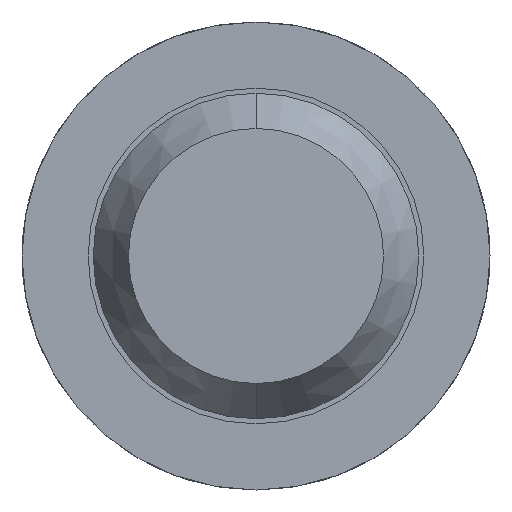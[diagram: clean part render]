
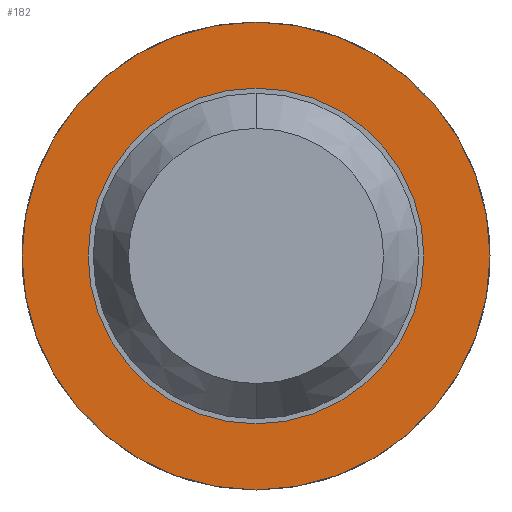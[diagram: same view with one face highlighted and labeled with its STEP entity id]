
A CAD part, front view. The second image highlights one B-rep face of the part: STEP entity #182.
In plain terms, the highlighted planar face has unit normal (0, -1, 0).
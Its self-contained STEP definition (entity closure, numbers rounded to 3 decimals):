
#37 = ORIENTED_EDGE ( 'NONE', *, *, #1705, .T. ) ;
#182 = ADVANCED_FACE ( 'Defeature ausgef�hrt1_7', ( #1384, #850 ), #2084, .F. ) ;
#186 = DIRECTION ( 'NONE',  ( 0., 1., 0. ) ) ;
#207 = CIRCLE ( 'NONE', #4015, 1.15 ) ;
#280 = DIRECTION ( 'NONE',  ( 0., 0., 1. ) ) ;
#291 = AXIS2_PLACEMENT_3D ( 'NONE', #3709, #2149, #280 ) ;
#804 = EDGE_CURVE ( 'Defeature ausgef�hrt1_7+Defeature ausgef�hrt1_6+Defeature ausgef�hrt1_6+Defeature ausgef�hrt1_6', #2130, #3452, #3259, .T. ) ;
#850 = FACE_BOUND ( 'NONE', #1661, .T. ) ;
#935 = AXIS2_PLACEMENT_3D ( 'NONE', #1130, #3953, #2368 ) ;
#1090 = CARTESIAN_POINT ( 'NONE',  ( 0., -1.7, -0.825 ) ) ;
#1130 = CARTESIAN_POINT ( 'NONE',  ( 0.825, -1.7, 0. ) ) ;
#1189 = EDGE_CURVE ( 'Defeature ausgef�hrt1_0+Defeature ausgef�hrt1_7+Defeature ausgef�hrt1_7+Defeature ausgef�hrt1_7', #1565, #1310, #1234, .T. ) ;
#1234 = CIRCLE ( 'NONE', #2466, 1.15 ) ;
#1310 = VERTEX_POINT ( 'NONE', #3223 ) ;
#1384 = FACE_OUTER_BOUND ( 'NONE', #3091, .T. ) ;
#1406 = CARTESIAN_POINT ( 'NONE',  ( 0., -1.7, 1.15 ) ) ;
#1510 = AXIS2_PLACEMENT_3D ( 'NONE', #1639, #3907, #2921 ) ;
#1561 = DIRECTION ( 'NONE',  ( 0., 1., 0. ) ) ;
#1565 = VERTEX_POINT ( 'NONE', #1406 ) ;
#1639 = CARTESIAN_POINT ( 'NONE',  ( 0., -1.7, 0. ) ) ;
#1661 = EDGE_LOOP ( 'NONE', ( #37, #2529 ) ) ;
#1705 = EDGE_CURVE ( 'Defeature ausgef�hrt1_7+Defeature ausgef�hrt1_6+Defeature ausgef�hrt1_6+Defeature ausgef�hrt1_6', #3452, #2130, #3209, .T. ) ;
#2084 = PLANE ( 'NONE',  #935 ) ;
#2130 = VERTEX_POINT ( 'NONE', #1090 ) ;
#2149 = DIRECTION ( 'NONE',  ( 0., 1., 0. ) ) ;
#2218 = CARTESIAN_POINT ( 'NONE',  ( 0., -1.7, 0. ) ) ;
#2368 = DIRECTION ( 'NONE',  ( 0., 0., 1. ) ) ;
#2396 = EDGE_CURVE ( 'Defeature ausgef�hrt1_0+Defeature ausgef�hrt1_7+Defeature ausgef�hrt1_7+Defeature ausgef�hrt1_7', #1310, #1565, #207, .T. ) ;
#2466 = AXIS2_PLACEMENT_3D ( 'NONE', #2218, #1561, #2857 ) ;
#2529 = ORIENTED_EDGE ( 'NONE', *, *, #804, .T. ) ;
#2672 = DIRECTION ( 'NONE',  ( 0., 0., 1. ) ) ;
#2857 = DIRECTION ( 'NONE',  ( 0., 0., 1. ) ) ;
#2904 = CARTESIAN_POINT ( 'NONE',  ( 0., -1.7, 0.825 ) ) ;
#2921 = DIRECTION ( 'NONE',  ( 0., 0., 1. ) ) ;
#3091 = EDGE_LOOP ( 'NONE', ( #3836, #3983 ) ) ;
#3209 = CIRCLE ( 'NONE', #291, 0.825 ) ;
#3223 = CARTESIAN_POINT ( 'NONE',  ( 0., -1.7, -1.15 ) ) ;
#3259 = CIRCLE ( 'NONE', #1510, 0.825 ) ;
#3297 = CARTESIAN_POINT ( 'NONE',  ( 0., -1.7, 0. ) ) ;
#3452 = VERTEX_POINT ( 'NONE', #2904 ) ;
#3709 = CARTESIAN_POINT ( 'NONE',  ( 0., -1.7, 0. ) ) ;
#3836 = ORIENTED_EDGE ( 'NONE', *, *, #1189, .F. ) ;
#3907 = DIRECTION ( 'NONE',  ( 0., 1., 0. ) ) ;
#3953 = DIRECTION ( 'NONE',  ( 0., 1., 0. ) ) ;
#3983 = ORIENTED_EDGE ( 'NONE', *, *, #2396, .F. ) ;
#4015 = AXIS2_PLACEMENT_3D ( 'NONE', #3297, #186, #2672 ) ;
